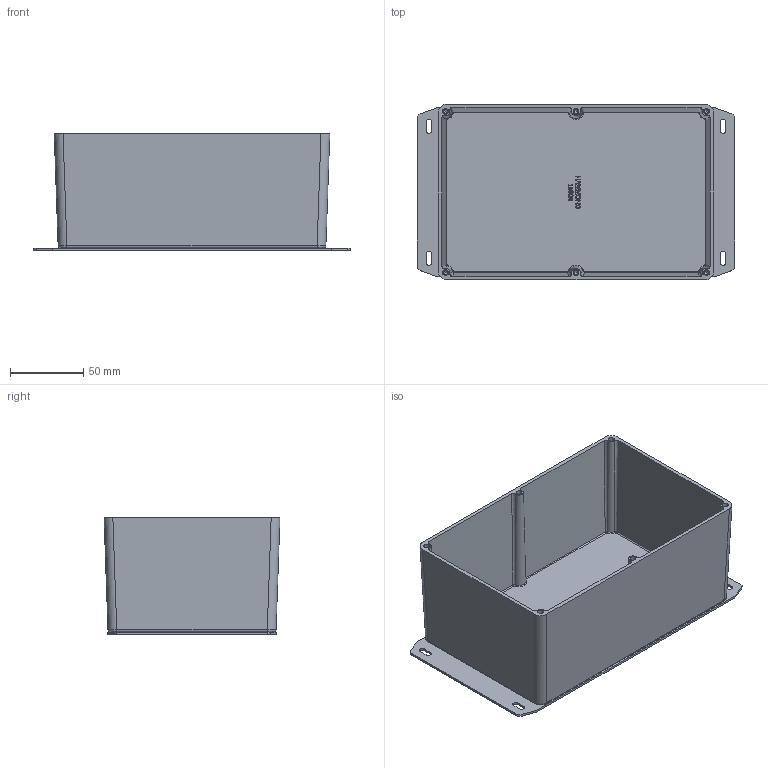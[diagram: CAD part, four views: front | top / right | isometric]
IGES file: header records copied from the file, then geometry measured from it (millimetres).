
Global section: file name: No Iges File Name specified; native system: Autodesk Inventor 2010; preprocessor: AutoDesk Inventor Iges Exporter R2010; author: tcook; date: 20090611.115956; units: millimetre
Bounding box: 216.63 x 120 x 79.5 mm (x, y, z)
Volume: 219966.9 mm3; surface area: 182939 mm2
Topology: 2 solids, 2 shells, 319 faces, 829 edges, 532 vertices
Faces by surface type: plane 148, bspline 146, revolution 14, cylinder 8, cone 3
